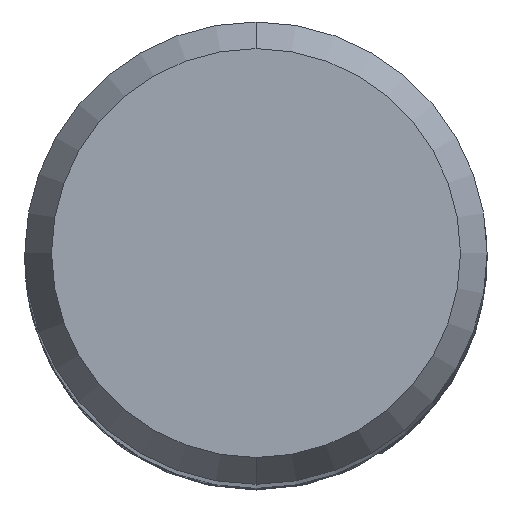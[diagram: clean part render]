
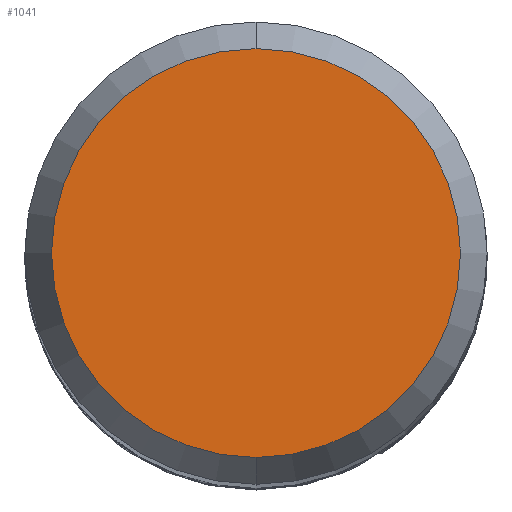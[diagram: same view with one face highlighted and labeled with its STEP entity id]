
A CAD part, top view. The second image highlights one B-rep face of the part: STEP entity #1041.
In plain terms, the highlighted planar face has unit normal (0, 0, 1).
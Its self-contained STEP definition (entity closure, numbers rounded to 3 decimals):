
#809=VERTEX_POINT('',#2002);
#1041=ADVANCED_FACE('',(#2254),#2255,.T.);
#1107=EDGE_CURVE('',#809,#1257,#2324,.T.);
#1257=VERTEX_POINT('',#2486);
#1461=EDGE_CURVE('',#1257,#809,#2710,.T.);
#2002=CARTESIAN_POINT('',(0.,-3.538,0.0));
#2254=FACE_OUTER_BOUND('',#8298,.T.);
#2255=PLANE('',#8299);
#2324=CIRCLE('',#8443,3.538);
#2486=CARTESIAN_POINT('',(0.0,3.538,0.0));
#2710=CIRCLE('',#11946,3.538);
#8298=EDGE_LOOP('',(#14715,#14716));
#8299=AXIS2_PLACEMENT_3D('',#14717,#14718,#14719);
#8443=AXIS2_PLACEMENT_3D('',#14777,#14778,#14779);
#11946=AXIS2_PLACEMENT_3D('',#15143,#15144,#15145);
#14715=ORIENTED_EDGE('',*,*,#1461,.F.);
#14716=ORIENTED_EDGE('',*,*,#1107,.F.);
#14717=CARTESIAN_POINT('',(0.0,1.769,0.0));
#14718=DIRECTION('',(-0.0,0.0,1.0));
#14719=DIRECTION('',(0.0,-1.0,0.0));
#14777=CARTESIAN_POINT('',(0.0,0.0,0.0));
#14778=DIRECTION('',(0.0,0.0,-1.0));
#14779=DIRECTION('',(0.0,1.0,0.0));
#15143=CARTESIAN_POINT('',(0.0,0.0,0.0));
#15144=DIRECTION('',(0.0,0.0,-1.0));
#15145=DIRECTION('',(0.0,1.0,0.0));
